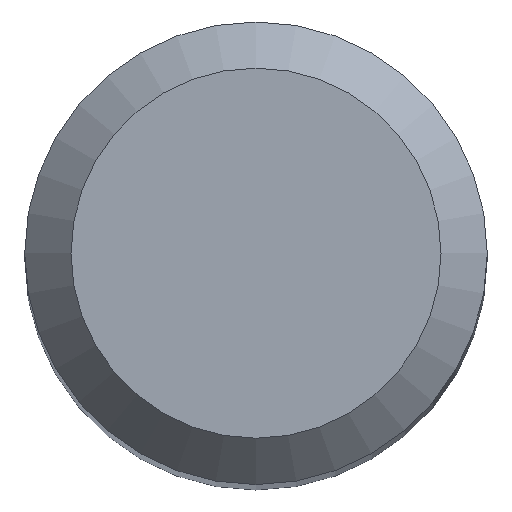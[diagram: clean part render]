
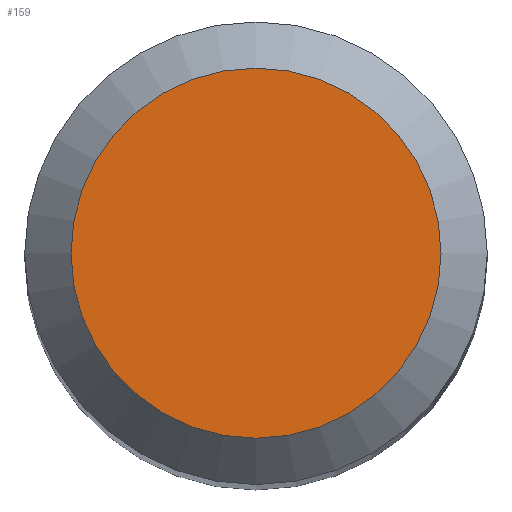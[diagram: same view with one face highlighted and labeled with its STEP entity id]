
A CAD part, top view. The second image highlights one B-rep face of the part: STEP entity #159.
In plain terms, the highlighted planar face has unit normal (0, 0, 1).
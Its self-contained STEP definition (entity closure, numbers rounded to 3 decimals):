
#6 = ORIENTED_EDGE ( 'NONE', *, *, #254, .F. ) ;
#8 = AXIS2_PLACEMENT_3D ( 'NONE', #46, #154, #44 ) ;
#44 = DIRECTION ( 'NONE',  ( 0., 1., 0. ) ) ;
#46 = CARTESIAN_POINT ( 'NONE',  ( 0., 0., 35. ) ) ;
#70 = VERTEX_POINT ( 'NONE', #74 ) ;
#74 = CARTESIAN_POINT ( 'NONE',  ( 0., 1.6, 35. ) ) ;
#90 = PLANE ( 'NONE',  #8 ) ;
#101 = EDGE_LOOP ( 'NONE', ( #6 ) ) ;
#139 = DIRECTION ( 'NONE',  ( 0., 1., 0. ) ) ;
#144 = CIRCLE ( 'NONE', #266, 1.6 ) ;
#154 = DIRECTION ( 'NONE',  ( 0., 0., -1. ) ) ;
#158 = CARTESIAN_POINT ( 'NONE',  ( 0., 0., 35. ) ) ;
#159 = ADVANCED_FACE ( 'NONE', ( #209 ), #90, .F. ) ;
#209 = FACE_OUTER_BOUND ( 'NONE', #101, .T. ) ;
#253 = DIRECTION ( 'NONE',  ( 0., 0., -1. ) ) ;
#254 = EDGE_CURVE ( 'NONE', #70, #70, #144, .T. ) ;
#266 = AXIS2_PLACEMENT_3D ( 'NONE', #158, #253, #139 ) ;
